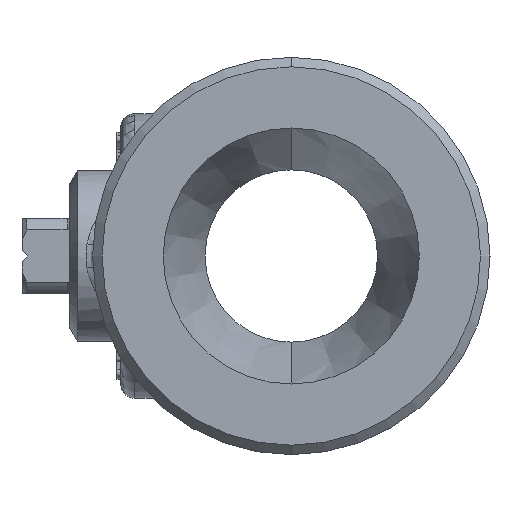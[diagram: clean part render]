
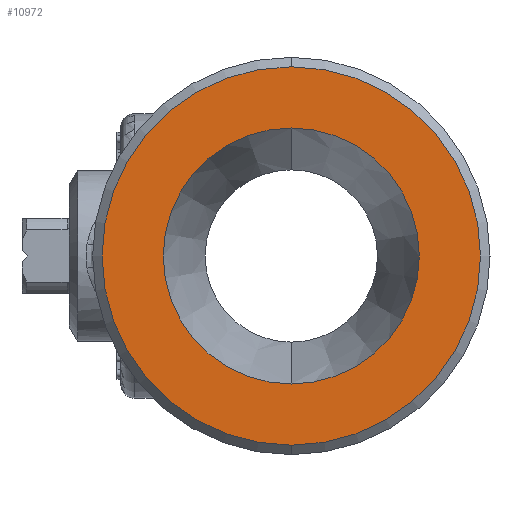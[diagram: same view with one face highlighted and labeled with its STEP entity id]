
A CAD part, left-side view. The second image highlights one B-rep face of the part: STEP entity #10972.
In plain terms, the highlighted planar face has unit normal (-1, 0, 0).
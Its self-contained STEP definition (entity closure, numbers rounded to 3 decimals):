
#33 = CIRCLE ( 'NONE', #3024, 19.955 ) ;
#95 = EDGE_CURVE ( 'NONE', #11728, #10010, #11615, .T. ) ;
#112 = PLANE ( 'NONE',  #26024 ) ;
#2063 = DIRECTION ( 'NONE',  ( 0., 0., -1. ) ) ;
#2353 = DIRECTION ( 'NONE',  ( 1., 0., 0. ) ) ;
#2411 = DIRECTION ( 'NONE',  ( 0., 0., 1. ) ) ;
#2817 = AXIS2_PLACEMENT_3D ( 'NONE', #16908, #2353, #2063 ) ;
#3024 = AXIS2_PLACEMENT_3D ( 'NONE', #25844, #4549, #2411 ) ;
#3529 = EDGE_LOOP ( 'NONE', ( #25136, #21968 ) ) ;
#3610 = DIRECTION ( 'NONE',  ( 0., 0., 1. ) ) ;
#3631 = CARTESIAN_POINT ( 'NONE',  ( -14., 0., 13.5 ) ) ;
#4549 = DIRECTION ( 'NONE',  ( -1., 0., 0. ) ) ;
#4902 = CARTESIAN_POINT ( 'NONE',  ( -14., 0., -19.955 ) ) ;
#5213 = EDGE_CURVE ( 'NONE', #5476, #20453, #10463, .T. ) ;
#5476 = VERTEX_POINT ( 'NONE', #20746 ) ;
#6179 = DIRECTION ( 'NONE',  ( 0., 0., -1. ) ) ;
#8187 = ORIENTED_EDGE ( 'NONE', *, *, #5213, .T. ) ;
#8838 = FACE_BOUND ( 'NONE', #3529, .T. ) ;
#9713 = CARTESIAN_POINT ( 'NONE',  ( -14., 0., 0. ) ) ;
#10010 = VERTEX_POINT ( 'NONE', #24258 ) ;
#10463 = CIRCLE ( 'NONE', #16699, 19.955 ) ;
#10972 = ADVANCED_FACE ( 'NONE', ( #8838, #14073 ), #112, .T. ) ;
#11615 = CIRCLE ( 'NONE', #2817, 13.5 ) ;
#11728 = VERTEX_POINT ( 'NONE', #3631 ) ;
#13317 = EDGE_CURVE ( 'NONE', #10010, #11728, #21848, .T. ) ;
#13427 = DIRECTION ( 'NONE',  ( 0., 0., 1. ) ) ;
#14073 = FACE_OUTER_BOUND ( 'NONE', #18505, .T. ) ;
#14607 = DIRECTION ( 'NONE',  ( 1., 0., 0. ) ) ;
#16699 = AXIS2_PLACEMENT_3D ( 'NONE', #9713, #22650, #3610 ) ;
#16908 = CARTESIAN_POINT ( 'NONE',  ( -14., 0., 0. ) ) ;
#18505 = EDGE_LOOP ( 'NONE', ( #27113, #8187 ) ) ;
#19539 = AXIS2_PLACEMENT_3D ( 'NONE', #20898, #14607, #6179 ) ;
#19555 = DIRECTION ( 'NONE',  ( -1., 0., 0. ) ) ;
#20453 = VERTEX_POINT ( 'NONE', #4902 ) ;
#20746 = CARTESIAN_POINT ( 'NONE',  ( -14., 0., 19.955 ) ) ;
#20898 = CARTESIAN_POINT ( 'NONE',  ( -14., 0., 0. ) ) ;
#21848 = CIRCLE ( 'NONE', #19539, 13.5 ) ;
#21968 = ORIENTED_EDGE ( 'NONE', *, *, #13317, .T. ) ;
#22650 = DIRECTION ( 'NONE',  ( -1., 0., 0. ) ) ;
#24258 = CARTESIAN_POINT ( 'NONE',  ( -14., 0., -13.5 ) ) ;
#25136 = ORIENTED_EDGE ( 'NONE', *, *, #95, .T. ) ;
#25760 = EDGE_CURVE ( 'NONE', #20453, #5476, #33, .T. ) ;
#25844 = CARTESIAN_POINT ( 'NONE',  ( -14., 0., 0. ) ) ;
#26024 = AXIS2_PLACEMENT_3D ( 'NONE', #26307, #19555, #13427 ) ;
#26307 = CARTESIAN_POINT ( 'NONE',  ( -14., 13.5, 0. ) ) ;
#27113 = ORIENTED_EDGE ( 'NONE', *, *, #25760, .T. ) ;
